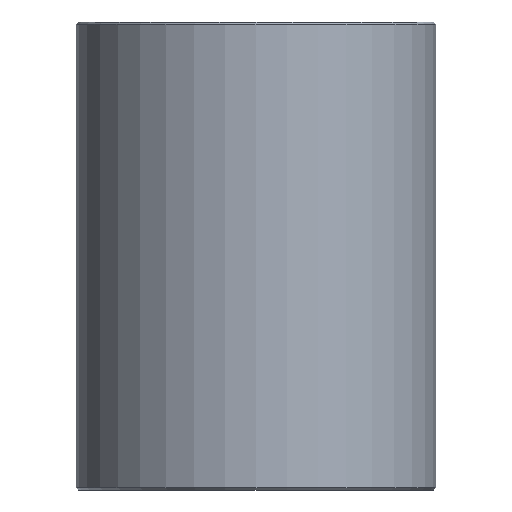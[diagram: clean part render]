
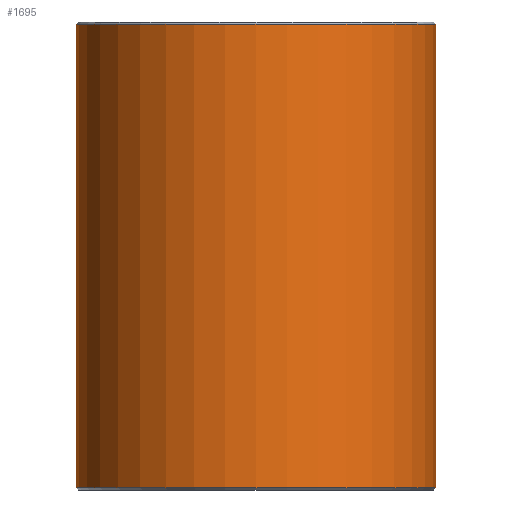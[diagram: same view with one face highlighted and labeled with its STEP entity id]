
A CAD part, front view. The second image highlights one B-rep face of the part: STEP entity #1695.
In plain terms, the highlighted cylindrical face has radius 15.875 mm (diameter 31.75 mm), a partial arc.
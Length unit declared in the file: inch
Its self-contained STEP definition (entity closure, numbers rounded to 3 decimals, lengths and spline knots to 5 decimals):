
#120 = DIRECTION ( 'NONE',  ( -1., 0., 0. ) ) ;
#166 = CARTESIAN_POINT ( 'NONE',  ( 0., 0., 0.80392 ) ) ;
#210 = CARTESIAN_POINT ( 'NONE',  ( 0.625, 0., 0.8125 ) ) ;
#217 = VERTEX_POINT ( 'NONE', #1203 ) ;
#231 = ORIENTED_EDGE ( 'NONE', *, *, #1597, .T. ) ;
#237 = LINE ( 'NONE', #210, #608 ) ;
#333 = EDGE_LOOP ( 'NONE', ( #536, #1773, #231, #2150 ) ) ;
#336 = CARTESIAN_POINT ( 'NONE',  ( 0.625, 0., -0.80392 ) ) ;
#359 = AXIS2_PLACEMENT_3D ( 'NONE', #2076, #2255, #924 ) ;
#446 = VERTEX_POINT ( 'NONE', #723 ) ;
#536 = ORIENTED_EDGE ( 'NONE', *, *, #2430, .F. ) ;
#571 = CYLINDRICAL_SURFACE ( 'NONE', #359, 0.625 ) ;
#608 = VECTOR ( 'NONE', #960, 39.37008 ) ;
#723 = CARTESIAN_POINT ( 'NONE',  ( 0.625, 0., 0.80392 ) ) ;
#924 = DIRECTION ( 'NONE',  ( -1., 0., 0. ) ) ;
#943 = EDGE_CURVE ( 'NONE', #1377, #446, #1758, .T. ) ;
#960 = DIRECTION ( 'NONE',  ( 0., 0., -1. ) ) ;
#999 = VERTEX_POINT ( 'NONE', #336 ) ;
#1090 = AXIS2_PLACEMENT_3D ( 'NONE', #2224, #1817, #1473 ) ;
#1169 = AXIS2_PLACEMENT_3D ( 'NONE', #166, #1280, #120 ) ;
#1203 = CARTESIAN_POINT ( 'NONE',  ( -0.625, 0., -0.80392 ) ) ;
#1266 = EDGE_CURVE ( 'NONE', #217, #999, #2014, .T. ) ;
#1280 = DIRECTION ( 'NONE',  ( 0., 0., 1. ) ) ;
#1295 = DIRECTION ( 'NONE',  ( 0., 0., -1. ) ) ;
#1377 = VERTEX_POINT ( 'NONE', #1979 ) ;
#1473 = DIRECTION ( 'NONE',  ( 1., 0., 0. ) ) ;
#1597 = EDGE_CURVE ( 'NONE', #1377, #217, #1863, .T. ) ;
#1695 = ADVANCED_FACE ( 'NONE', ( #2303 ), #571, .T. ) ;
#1713 = CARTESIAN_POINT ( 'NONE',  ( -0.625, 0., 0.8125 ) ) ;
#1758 = CIRCLE ( 'NONE', #1169, 0.625 ) ;
#1773 = ORIENTED_EDGE ( 'NONE', *, *, #943, .F. ) ;
#1817 = DIRECTION ( 'NONE',  ( 0., 0., 1. ) ) ;
#1863 = LINE ( 'NONE', #1713, #2307 ) ;
#1979 = CARTESIAN_POINT ( 'NONE',  ( -0.625, 0., 0.80392 ) ) ;
#2014 = CIRCLE ( 'NONE', #1090, 0.625 ) ;
#2076 = CARTESIAN_POINT ( 'NONE',  ( 0., 0., 0.8125 ) ) ;
#2150 = ORIENTED_EDGE ( 'NONE', *, *, #1266, .T. ) ;
#2224 = CARTESIAN_POINT ( 'NONE',  ( 0., 0., -0.80392 ) ) ;
#2255 = DIRECTION ( 'NONE',  ( 0., 0., -1. ) ) ;
#2303 = FACE_OUTER_BOUND ( 'NONE', #333, .T. ) ;
#2307 = VECTOR ( 'NONE', #1295, 39.37008 ) ;
#2430 = EDGE_CURVE ( 'NONE', #446, #999, #237, .T. ) ;
